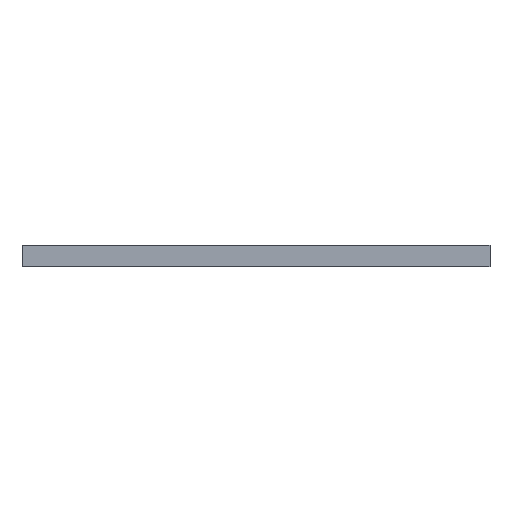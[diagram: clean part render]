
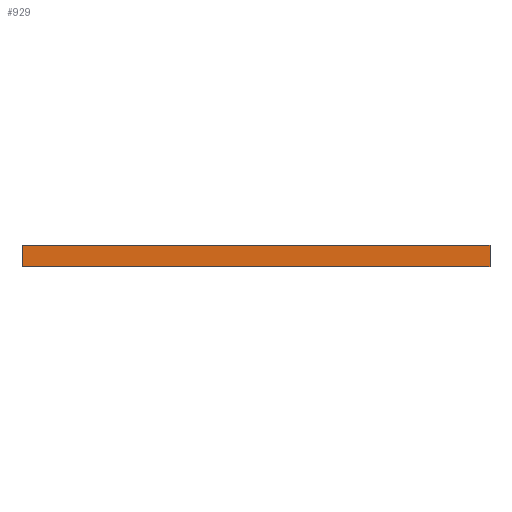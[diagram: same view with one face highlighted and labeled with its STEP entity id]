
A CAD part, left-side view. The second image highlights one B-rep face of the part: STEP entity #929.
In plain terms, the highlighted planar face has unit normal (-1, 0, 0).
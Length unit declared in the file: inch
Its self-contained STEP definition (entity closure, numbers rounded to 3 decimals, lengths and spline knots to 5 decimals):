
#129 = LINE ( 'NONE', #773, #2066 ) ;
#197 = CARTESIAN_POINT ( 'NONE',  ( -2.5, 2.75, 0. ) ) ;
#386 = VERTEX_POINT ( 'NONE', #1897 ) ;
#399 = DIRECTION ( 'NONE',  ( 0., -1., 0. ) ) ;
#436 = CARTESIAN_POINT ( 'NONE',  ( -2.5, -2.75, 0.25 ) ) ;
#438 = EDGE_LOOP ( 'NONE', ( #1665, #2430, #1261, #1234 ) ) ;
#544 = CARTESIAN_POINT ( 'NONE',  ( -2.5, -2.75, 0.25 ) ) ;
#662 = DIRECTION ( 'NONE',  ( 0., 0., -1. ) ) ;
#725 = LINE ( 'NONE', #436, #2174 ) ;
#773 = CARTESIAN_POINT ( 'NONE',  ( -2.5, 2.75, 0.25 ) ) ;
#855 = DIRECTION ( 'NONE',  ( 1., 0., 0. ) ) ;
#929 = ADVANCED_FACE ( 'NONE', ( #1072 ), #1149, .F. ) ;
#1072 = FACE_OUTER_BOUND ( 'NONE', #438, .T. ) ;
#1116 = VERTEX_POINT ( 'NONE', #1986 ) ;
#1132 = CARTESIAN_POINT ( 'NONE',  ( -2.5, -2.75, 0. ) ) ;
#1142 = DIRECTION ( 'NONE',  ( 0., 0., -1. ) ) ;
#1149 = PLANE ( 'NONE',  #1414 ) ;
#1234 = ORIENTED_EDGE ( 'NONE', *, *, #1292, .T. ) ;
#1261 = ORIENTED_EDGE ( 'NONE', *, *, #1975, .F. ) ;
#1292 = EDGE_CURVE ( 'NONE', #1116, #2163, #129, .T. ) ;
#1310 = LINE ( 'NONE', #1132, #2540 ) ;
#1414 = AXIS2_PLACEMENT_3D ( 'NONE', #1639, #855, #1142 ) ;
#1467 = CARTESIAN_POINT ( 'NONE',  ( -2.5, -2.75, 0.25 ) ) ;
#1639 = CARTESIAN_POINT ( 'NONE',  ( -2.5, -2.75, 0.25 ) ) ;
#1665 = ORIENTED_EDGE ( 'NONE', *, *, #2217, .T. ) ;
#1670 = DIRECTION ( 'NONE',  ( 0., -1., 0. ) ) ;
#1776 = VECTOR ( 'NONE', #662, 39.37008 ) ;
#1849 = DIRECTION ( 'NONE',  ( 0., 0., -1. ) ) ;
#1897 = CARTESIAN_POINT ( 'NONE',  ( -2.5, -2.75, 0. ) ) ;
#1958 = EDGE_CURVE ( 'NONE', #2362, #386, #2642, .T. ) ;
#1975 = EDGE_CURVE ( 'NONE', #1116, #2362, #725, .T. ) ;
#1986 = CARTESIAN_POINT ( 'NONE',  ( -2.5, 2.75, 0.25 ) ) ;
#2066 = VECTOR ( 'NONE', #1849, 39.37008 ) ;
#2163 = VERTEX_POINT ( 'NONE', #197 ) ;
#2174 = VECTOR ( 'NONE', #1670, 39.37008 ) ;
#2217 = EDGE_CURVE ( 'NONE', #2163, #386, #1310, .T. ) ;
#2362 = VERTEX_POINT ( 'NONE', #1467 ) ;
#2430 = ORIENTED_EDGE ( 'NONE', *, *, #1958, .F. ) ;
#2540 = VECTOR ( 'NONE', #399, 39.37008 ) ;
#2642 = LINE ( 'NONE', #544, #1776 ) ;
